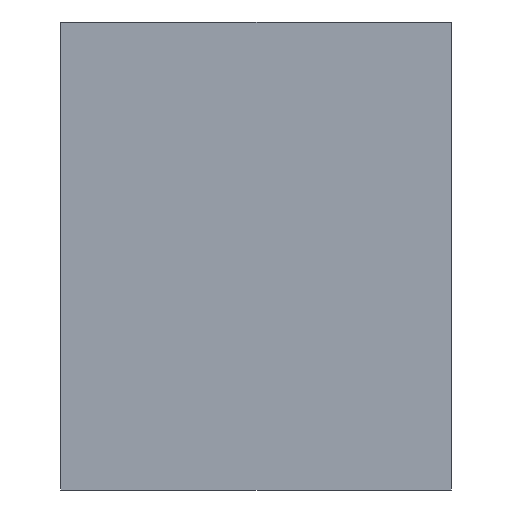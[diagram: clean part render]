
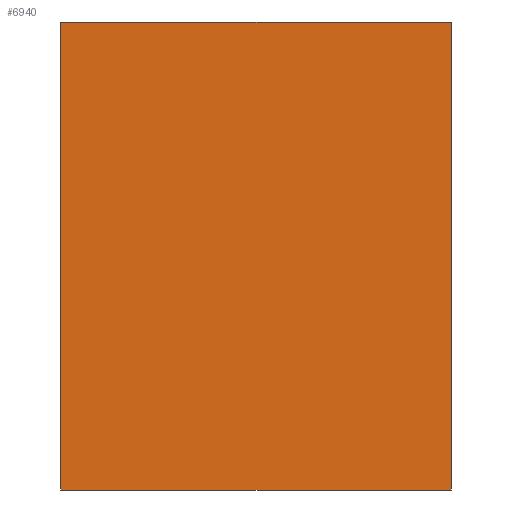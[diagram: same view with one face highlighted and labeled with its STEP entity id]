
A CAD part, front view. The second image highlights one B-rep face of the part: STEP entity #6940.
In plain terms, the highlighted planar face has unit normal (0, -1, 0).
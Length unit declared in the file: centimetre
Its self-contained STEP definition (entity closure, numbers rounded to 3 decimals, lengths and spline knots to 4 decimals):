
#239=LINE('',#10371,#1039);
#241=LINE('',#10375,#1041);
#243=LINE('',#10379,#1043);
#245=LINE('',#10382,#1045);
#1039=VECTOR('',#8489,10.11);
#1041=VECTOR('',#8493,8.444);
#1043=VECTOR('',#8497,10.11);
#1045=VECTOR('',#8501,8.444);
#1773=PLANE('',#7467);
#2283=FACE_OUTER_BOUND('',#2753,.T.);
#2753=EDGE_LOOP('',(#5436,#5437,#5438,#5439));
#3432=VERTEX_POINT('',#10368);
#3433=VERTEX_POINT('',#10370);
#3434=VERTEX_POINT('',#10374);
#3435=VERTEX_POINT('',#10378);
#4167=EDGE_CURVE('',#3433,#3432,#239,.T.);
#4169=EDGE_CURVE('',#3434,#3433,#241,.T.);
#4171=EDGE_CURVE('',#3435,#3434,#243,.T.);
#4173=EDGE_CURVE('',#3432,#3435,#245,.T.);
#5436=ORIENTED_EDGE('',*,*,#4173,.T.);
#5437=ORIENTED_EDGE('',*,*,#4171,.T.);
#5438=ORIENTED_EDGE('',*,*,#4169,.T.);
#5439=ORIENTED_EDGE('',*,*,#4167,.T.);
#6940=ADVANCED_FACE('',(#2283),#1773,.T.);
#7467=AXIS2_PLACEMENT_3D('',#10383,#8502,#8503);
#8489=DIRECTION('',(0.,0.,-1.));
#8493=DIRECTION('',(-1.,0.,0.));
#8497=DIRECTION('',(0.,0.,1.));
#8501=DIRECTION('',(1.,0.,0.));
#8502=DIRECTION('center_axis',(0.,-1.,0.));
#8503=DIRECTION('ref_axis',(0.,0.,-1.));
#10368=CARTESIAN_POINT('',(-4.222,-0.12,-5.055));
#10370=CARTESIAN_POINT('',(-4.222,-0.12,5.055));
#10371=CARTESIAN_POINT('',(-4.222,-0.12,-5.055));
#10374=CARTESIAN_POINT('',(4.222,-0.12,5.055));
#10375=CARTESIAN_POINT('',(-4.222,-0.12,5.055));
#10378=CARTESIAN_POINT('',(4.222,-0.12,-5.055));
#10379=CARTESIAN_POINT('',(4.222,-0.12,5.055));
#10382=CARTESIAN_POINT('',(4.222,-0.12,-5.055));
#10383=CARTESIAN_POINT('Origin',(0.,-0.12,0.));
